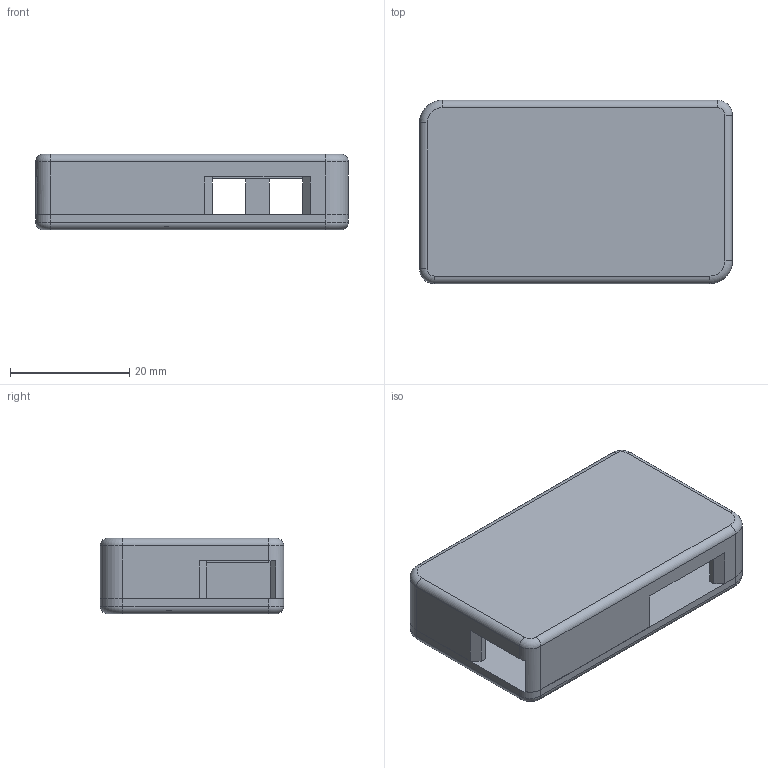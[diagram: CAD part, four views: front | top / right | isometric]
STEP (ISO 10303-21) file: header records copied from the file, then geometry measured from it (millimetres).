
FILE_DESCRIPTION(/* description */ ('STEP AP242 Edition 2','CAx-IF Rec.Pracs.---Representation and Presentation of Product Manufacturing Information (PMI)---4.0---2014-10-13','CAx-IF Rec.Pracs.---3D Tessellated Geometry---0.4---2014-09-14','2;1','CAx-IF Rec.Pracs.---User Defined Attributes---1.5---2016-08-15'),/* implementation_level */ '2;1');
FILE_NAME(/* name */ '6939d27f304198a08ee50812',/* time_stamp */ '2025-12-10T20:05:20Z',/* author */ (''),/* organization */ (''),/* preprocessor_version */ 'ST-DEVELOPER v20',/* originating_system */ 'ONSHAPE BY PTC INC, 1.207',/* authorisation */ ' ');
FILE_SCHEMA (('AP242_MANAGED_MODEL_BASED_3D_ENGINEERING_MIM_LF { 1 0 10303 442 3 1 4 }'));
Length unit declared in the file: metre
Products named in the file (3): usb-c hub_PCB; Lid; Base
Bounding box: 52.58 x 30.83 x 12.7 mm (x, y, z)
Volume: 11613.6 mm3; surface area: 11623.5 mm2
Topology: 3 solids, 3 shells, 170 faces, 464 edges, 306 vertices
Faces by surface type: plane 92, cylinder 70, torus 8
Full cylindrical faces by diameter (mm): 0.75 x8, 1.1 x4, 1.778 x6
Entity records: 5448 total; most frequent: DIRECTION 936, CARTESIAN_POINT 913, ORIENTED_EDGE 880, EDGE_CURVE 440, AXIS2_PLACEMENT_3D 323, VERTEX_POINT 300, LINE 290, VECTOR 290
